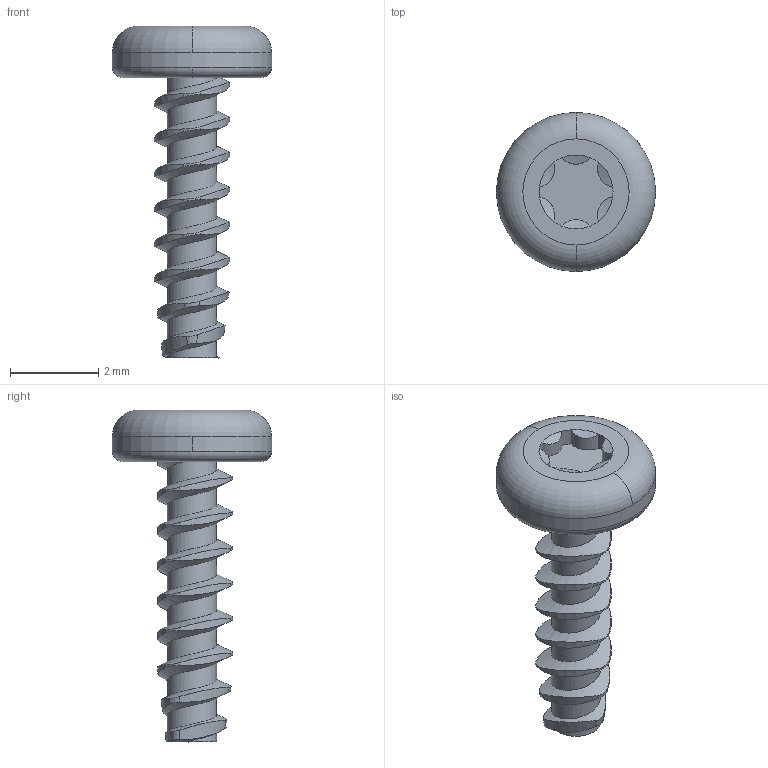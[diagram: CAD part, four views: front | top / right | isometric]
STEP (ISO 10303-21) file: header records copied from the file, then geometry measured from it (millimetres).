
FILE_DESCRIPTION (( 'STEP AP203' ), '1' );
FILE_NAME ('96001A124_Torx Plus Rounded Head Thread-Forming Screws.STEP', '2023-03-14T19:34:30', ( 'Administrator' ), ( 'Managed by Terraform' ), 'SwSTEP 2.0', 'SolidWorks 2017', '' );
FILE_SCHEMA (( 'CONFIG_CONTROL_DESIGN' ));
Length unit declared in the file: inch
Products named in the file (1): 96001A124_Torx Plus Rounded Head Thread-Forming Screws
Bounding box: 3.61 x 3.61 x 7.52 mm (x, y, z)
Volume: 18.6 mm3; surface area: 68.6 mm2
Topology: 1 solids, 1 shells, 93 faces, 281 edges, 192 vertices
Faces by surface type: cylinder 60, cone 22, torus 4, plane 4, bspline 3
Entity records: 4865 total; most frequent: CARTESIAN_POINT 2543, ORIENTED_EDGE 562, DIRECTION 352, EDGE_CURVE 281, VERTEX_POINT 192, B_SPLINE_CURVE_WITH_KNOTS 144, AXIS2_PLACEMENT_3D 139, EDGE_LOOP 95
